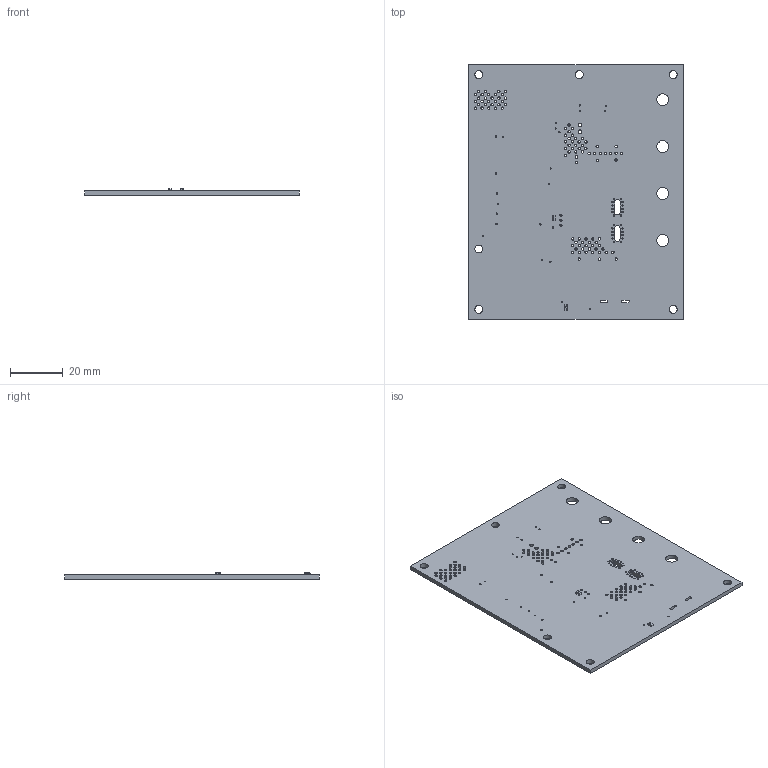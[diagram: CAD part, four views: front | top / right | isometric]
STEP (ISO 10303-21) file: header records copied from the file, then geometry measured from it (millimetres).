
FILE_DESCRIPTION(('for SolidWorks'),'2;1');
FILE_NAME('School and Work (post Aug''Starter Rev 2 PCB 3D Model.step','2019-06-20T14:45:07',('m_sav'),(''), 'Open CASCADE STEP processor 6.6','DipTrace','Unknown');
FILE_SCHEMA(('AUTOMOTIVE_DESIGN { 1 0 10303 214 1 1 1 1 }'));
Length unit declared in the file: millimetre
Products named in the file (3): PCB_Starter_Rev_2_PCB_3D_Model; Board_Starter_Rev_2_PCB_3D_Model; User_Library-0805_SMD_Resistor
Assembly tree (3 placements, depth 2):
  PCB_Starter_Rev_2_PCB_3D_Model
    Board_Starter_Rev_2_PCB_3D_Model
    User_Library-0805_SMD_Resistor  x2
Bounding box: 81.28 x 96.52 x 2.37 mm (x, y, z)
Volume: 12144.7 mm3; surface area: 16675.1 mm2
Topology: 3 solids, 3 shells, 419 faces, 1139 edges, 722 vertices
Faces by surface type: cylinder 157, bspline 124, plane 82, revolution 56
Full cylindrical faces by diameter (mm): 0.486 x23, 0.5 x24, 0.8 x3, 0.9 x95, 1.4 x2, 3 x6, 4.5 x4
Entity records: 14045 total; most frequent: CARTESIAN_POINT 4192, ORIENTED_EDGE 1834, DIRECTION 1743, EDGE_CURVE 917, FACE_BOUND 657, EDGE_LOOP 657, VERTEX_POINT 598, AXIS2_PLACEMENT_3D 597
